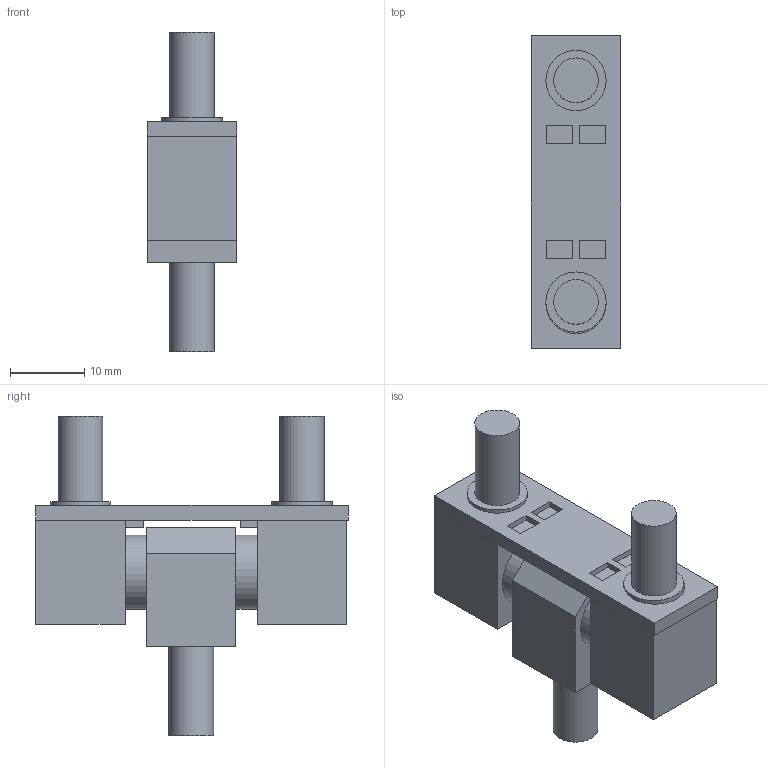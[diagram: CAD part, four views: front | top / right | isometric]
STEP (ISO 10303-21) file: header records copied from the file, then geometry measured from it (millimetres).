
FILE_DESCRIPTION(('STEP AP203'),'1');
FILE_NAME('092.3.1.6.180.step','2020-05-14T12:14:24',(' '),(' '),'Spatial InterOp 3D',' ',' ');
FILE_SCHEMA(('CONFIG_CONTROL_DESIGN'));
Length unit declared in the file: millimetre
Products named in the file (7): 1; 2; 3; 4; 5; 6; 7
Bounding box: 12 x 42 x 43 mm (x, y, z)
Volume: 8618.4 mm3; surface area: 6608.1 mm2
Topology: 7 solids, 7 shells, 96 faces, 209 edges, 140 vertices
Faces by surface type: plane 77, cylinder 15, cone 4
Full cylindrical faces by diameter (mm): 6 x6, 6.1 x1, 6.2 x2, 8.1 x4, 10 x2
Entity records: 2770 total; most frequent: DIRECTION 420, CARTESIAN_POINT 419, ORIENTED_EDGE 364, EDGE_CURVE 182, LINE 150, VECTOR 150, EDGE_LOOP 138, AXIS2_PLACEMENT_3D 135
